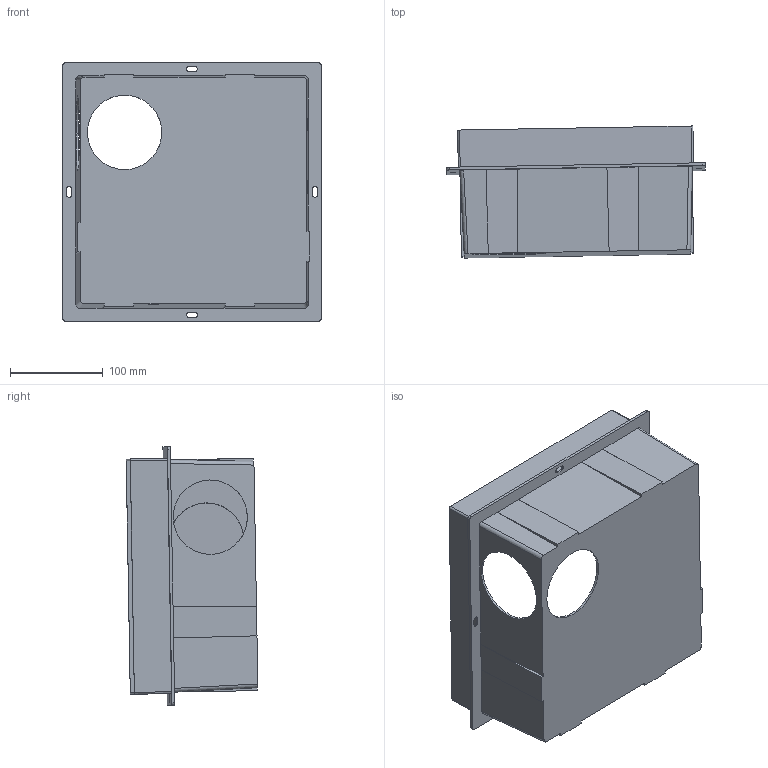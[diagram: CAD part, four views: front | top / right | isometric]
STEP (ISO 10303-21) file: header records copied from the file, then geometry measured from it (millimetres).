
FILE_DESCRIPTION(('Creo Elements/Direct Modeling STEP Export'),'2;1');
FILE_NAME('0093.1564 ER GH-VWR.stp','2021-09-14T 8:16:09',(''),(''),'PTC Creo Elements/Direct Modeling STEP processor for AP214 (Solid Model)','PTC Creo Elements/Direct Modeling 19.0C 15-Aug-2015 (C) Parametric Technology GmbH','');
FILE_SCHEMA(('AUTOMOTIVE_DESIGN { 1 0 10303 214 1 1 1 1 }'));
Length unit declared in the file: millimetre
Products named in the file (2): 0093.1564_ER-VWR
Assembly tree (1 placements, depth 2):
  0093.1564_ER-VWR
    0093.1564_ER-VWR
Bounding box: 278.09 x 141.56 x 278.01 mm (x, y, z)
Volume: 514628.9 mm3; surface area: 391662.9 mm2
Topology: 1 solids, 1 shells, 114 faces, 296 edges, 190 vertices
Faces by surface type: plane 72, cylinder 32, cone 10
Entity records: 3451 total; most frequent: ORIENTED_EDGE 592, CARTESIAN_POINT 585, DIRECTION 573, EDGE_CURVE 296, VECTOR 217, LINE 217, VERTEX_POINT 190, AXIS2_PLACEMENT_3D 178
